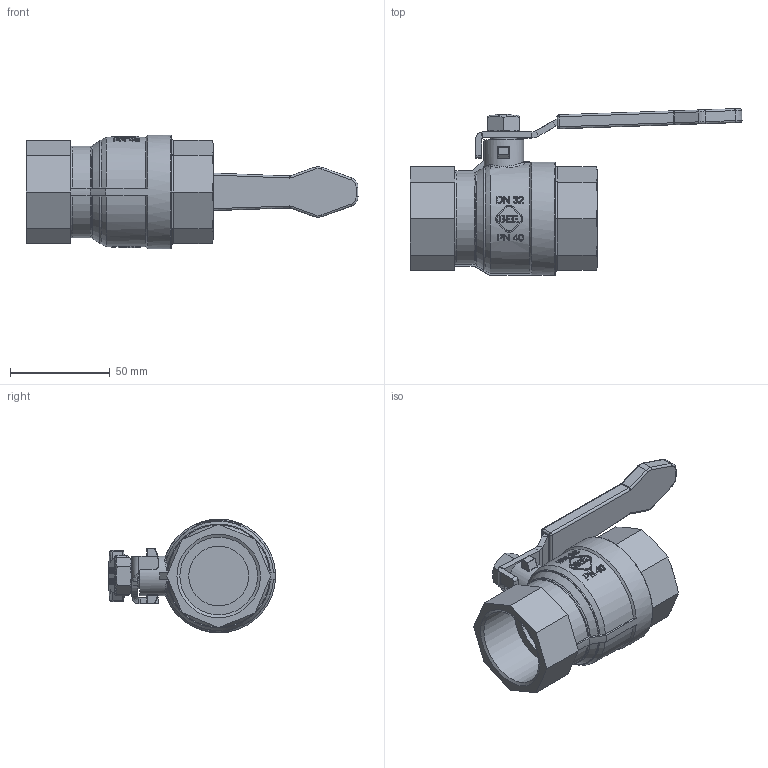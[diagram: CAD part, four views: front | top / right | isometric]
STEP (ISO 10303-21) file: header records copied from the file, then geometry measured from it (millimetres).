
FILE_DESCRIPTION((''),'2;1');
FILE_NAME('984-32-00.stp','2010-03-02T11:47:59',('edu'),(''),'Autodesk Inventor 2010','Autodesk Inventor 2010','');
FILE_SCHEMA(('AUTOMOTIVE_DESIGN { 1 0 10303 214 1 1 1 1 }'));
Length unit declared in the file: millimetre
Products named in the file (1): ENG-004111
Bounding box: 166.59 x 83.78 x 57 mm (x, y, z)
Volume: 159440.4 mm3; surface area: 35022.3 mm2
Topology: 1 solids, 3 shells, 1668 faces, 4422 edges, 2907 vertices
Faces by surface type: plane 760, bspline 734, cylinder 123, cone 26, torus 13, sphere 12
Full cylindrical faces by diameter (mm): 12.95 x1, 13 x1, 20 x1, 30 x2, 38.952 x2, 57 x1
Entity records: 98402 total; most frequent: CARTESIAN_POINT 60640, ORIENTED_EDGE 8782, DIRECTION 4916, EDGE_CURVE 4391, VERTEX_POINT 2900, VECTOR 2486, LINE 2486, EDGE_LOOP 1839
